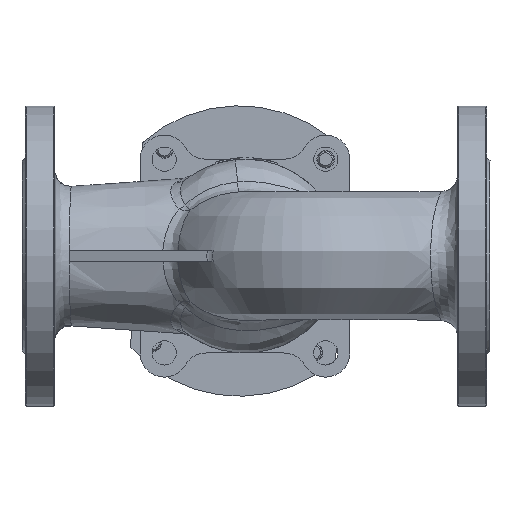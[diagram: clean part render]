
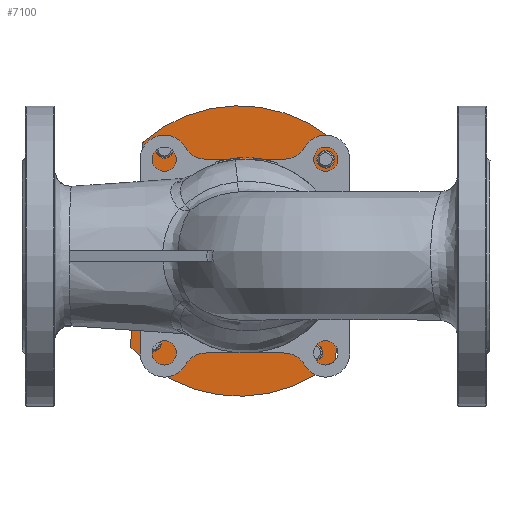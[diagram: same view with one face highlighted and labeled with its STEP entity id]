
A CAD part, front view. The second image highlights one B-rep face of the part: STEP entity #7100.
In plain terms, the highlighted planar face has unit normal (0, -1, 0).
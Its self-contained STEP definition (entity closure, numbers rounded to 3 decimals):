
#261=FACE_BOUND('',#1183,.T.);
#262=FACE_BOUND('',#1184,.T.);
#263=FACE_BOUND('',#1185,.T.);
#264=FACE_BOUND('',#1186,.T.);
#590=PLANE('',#7663);
#768=FACE_OUTER_BOUND('',#1182,.T.);
#1182=EDGE_LOOP('',(#4611,#4612,#4613,#4614,#4615,#4616,#4617,#4618));
#1183=EDGE_LOOP('',(#4619));
#1184=EDGE_LOOP('',(#4620));
#1185=EDGE_LOOP('',(#4621));
#1186=EDGE_LOOP('',(#4622));
#1691=CIRCLE('',#7652,1.);
#1692=CIRCLE('',#7656,1.);
#1693=CIRCLE('',#7658,1.);
#1694=CIRCLE('',#7660,1.);
#1695=CIRCLE('',#7662,90.);
#1696=CIRCLE('',#7664,90.);
#1697=CIRCLE('',#7665,5.5);
#1698=CIRCLE('',#7666,5.5);
#1699=CIRCLE('',#7667,5.5);
#1700=CIRCLE('',#7668,5.5);
#2088=LINE('',#10608,#2442);
#2089=LINE('',#10610,#2443);
#2442=VECTOR('',#8592,10.);
#2443=VECTOR('',#8595,10.);
#2815=VERTEX_POINT('',#10576);
#2816=VERTEX_POINT('',#10577);
#2817=VERTEX_POINT('',#10588);
#2818=VERTEX_POINT('',#10589);
#2819=VERTEX_POINT('',#10594);
#2820=VERTEX_POINT('',#10595);
#2821=VERTEX_POINT('',#10600);
#2822=VERTEX_POINT('',#10601);
#2823=VERTEX_POINT('',#10611);
#2824=VERTEX_POINT('',#10613);
#2825=VERTEX_POINT('',#10615);
#2826=VERTEX_POINT('',#10617);
#3502=EDGE_CURVE('',#2815,#2816,#1691,.T.);
#3509=EDGE_CURVE('',#2817,#2818,#1692,.T.);
#3512=EDGE_CURVE('',#2819,#2820,#1693,.T.);
#3515=EDGE_CURVE('',#2821,#2822,#1694,.T.);
#3518=EDGE_CURVE('',#2815,#2818,#1695,.T.);
#3519=EDGE_CURVE('',#2817,#2822,#2088,.T.);
#3520=EDGE_CURVE('',#2821,#2820,#1696,.T.);
#3521=EDGE_CURVE('',#2819,#2816,#2089,.T.);
#3522=EDGE_CURVE('',#2823,#2823,#1697,.T.);
#3523=EDGE_CURVE('',#2824,#2824,#1698,.T.);
#3524=EDGE_CURVE('',#2825,#2825,#1699,.T.);
#3525=EDGE_CURVE('',#2826,#2826,#1700,.T.);
#4611=ORIENTED_EDGE('',*,*,#3502,.F.);
#4612=ORIENTED_EDGE('',*,*,#3518,.T.);
#4613=ORIENTED_EDGE('',*,*,#3509,.F.);
#4614=ORIENTED_EDGE('',*,*,#3519,.T.);
#4615=ORIENTED_EDGE('',*,*,#3515,.F.);
#4616=ORIENTED_EDGE('',*,*,#3520,.T.);
#4617=ORIENTED_EDGE('',*,*,#3512,.F.);
#4618=ORIENTED_EDGE('',*,*,#3521,.T.);
#4619=ORIENTED_EDGE('',*,*,#3522,.T.);
#4620=ORIENTED_EDGE('',*,*,#3523,.T.);
#4621=ORIENTED_EDGE('',*,*,#3524,.T.);
#4622=ORIENTED_EDGE('',*,*,#3525,.T.);
#7100=ADVANCED_FACE('',(#768,#261,#262,#263,#264),#590,.T.);
#7652=AXIS2_PLACEMENT_3D('',#10578,#8556,#8557);
#7656=AXIS2_PLACEMENT_3D('',#10590,#8570,#8571);
#7658=AXIS2_PLACEMENT_3D('',#10596,#8576,#8577);
#7660=AXIS2_PLACEMENT_3D('',#10602,#8582,#8583);
#7662=AXIS2_PLACEMENT_3D('',#10606,#8588,#8589);
#7663=AXIS2_PLACEMENT_3D('',#10607,#8590,#8591);
#7664=AXIS2_PLACEMENT_3D('',#10609,#8593,#8594);
#7665=AXIS2_PLACEMENT_3D('',#10612,#8596,#8597);
#7666=AXIS2_PLACEMENT_3D('',#10614,#8598,#8599);
#7667=AXIS2_PLACEMENT_3D('',#10616,#8600,#8601);
#7668=AXIS2_PLACEMENT_3D('',#10618,#8602,#8603);
#8556=DIRECTION('center_axis',(0.,1.,0.));
#8557=DIRECTION('ref_axis',(0.923,0.,0.385));
#8570=DIRECTION('center_axis',(0.,1.,0.));
#8571=DIRECTION('ref_axis',(-0.923,0.,0.385));
#8576=DIRECTION('center_axis',(0.,1.,0.));
#8577=DIRECTION('ref_axis',(0.923,0.,-0.385));
#8582=DIRECTION('center_axis',(0.,1.,0.));
#8583=DIRECTION('ref_axis',(-0.923,0.,-0.385));
#8588=DIRECTION('center_axis',(0.,-1.,0.));
#8589=DIRECTION('ref_axis',(1.,0.,0.));
#8590=DIRECTION('center_axis',(0.,-1.,0.));
#8591=DIRECTION('ref_axis',(0.,0.,-1.));
#8592=DIRECTION('',(0.,0.,-1.));
#8593=DIRECTION('center_axis',(0.,-1.,0.));
#8594=DIRECTION('ref_axis',(1.,0.,0.));
#8595=DIRECTION('',(0.,0.,1.));
#8596=DIRECTION('center_axis',(0.,1.,0.));
#8597=DIRECTION('ref_axis',(-1.,0.,0.));
#8598=DIRECTION('center_axis',(0.,1.,0.));
#8599=DIRECTION('ref_axis',(-1.,0.,0.));
#8600=DIRECTION('center_axis',(0.,1.,0.));
#8601=DIRECTION('ref_axis',(-1.,0.,0.));
#8602=DIRECTION('center_axis',(0.,1.,0.));
#8603=DIRECTION('ref_axis',(-1.,0.,0.));
#10576=CARTESIAN_POINT('',(63.346,-510.,63.932));
#10577=CARTESIAN_POINT('',(63.642,-510.,63.222));
#10578=CARTESIAN_POINT('Origin',(62.642,-510.,63.222));
#10588=CARTESIAN_POINT('',(-63.642,-510.,63.222));
#10589=CARTESIAN_POINT('',(-63.346,-510.,63.932));
#10590=CARTESIAN_POINT('Origin',(-62.642,-510.,63.222));
#10594=CARTESIAN_POINT('',(63.642,-510.,-63.222));
#10595=CARTESIAN_POINT('',(63.346,-510.,-63.932));
#10596=CARTESIAN_POINT('Origin',(62.642,-510.,-63.222));
#10600=CARTESIAN_POINT('',(-63.346,-510.,-63.932));
#10601=CARTESIAN_POINT('',(-63.642,-510.,-63.222));
#10602=CARTESIAN_POINT('Origin',(-62.642,-510.,-63.222));
#10606=CARTESIAN_POINT('Origin',(0.,-510.,0.));
#10607=CARTESIAN_POINT('Origin',(0.,-510.,0.));
#10608=CARTESIAN_POINT('',(-63.642,-510.,109.504));
#10609=CARTESIAN_POINT('Origin',(0.,-510.,0.));
#10610=CARTESIAN_POINT('',(63.642,-510.,-109.504));
#10611=CARTESIAN_POINT('',(-44.5,-510.,60.));
#10612=CARTESIAN_POINT('Origin',(-50.,-510.,60.));
#10613=CARTESIAN_POINT('',(55.5,-510.,60.));
#10614=CARTESIAN_POINT('Origin',(50.,-510.,60.));
#10615=CARTESIAN_POINT('',(55.5,-510.,-60.));
#10616=CARTESIAN_POINT('Origin',(50.,-510.,-60.));
#10617=CARTESIAN_POINT('',(-44.5,-510.,-60.));
#10618=CARTESIAN_POINT('Origin',(-50.,-510.,-60.));
